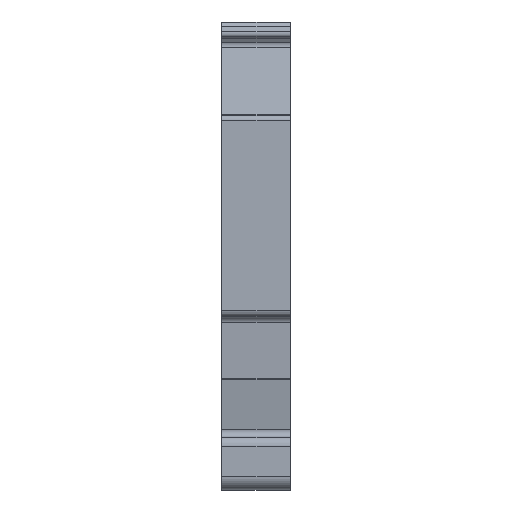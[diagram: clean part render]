
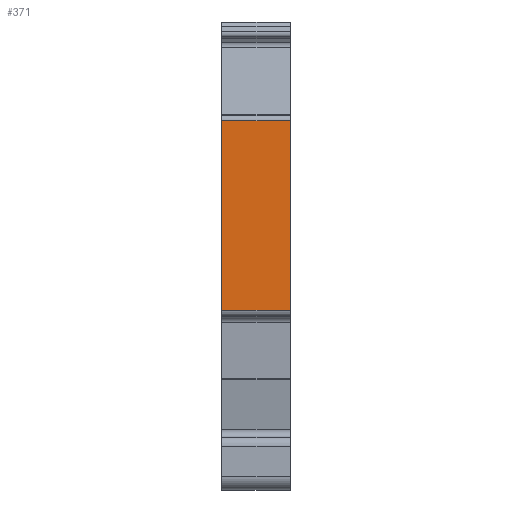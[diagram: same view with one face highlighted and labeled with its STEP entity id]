
A CAD part, left-side view. The second image highlights one B-rep face of the part: STEP entity #371.
In plain terms, the highlighted planar face has unit normal (-1, 0, 0).
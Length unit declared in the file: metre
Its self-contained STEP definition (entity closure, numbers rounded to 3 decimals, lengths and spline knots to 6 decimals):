
#371 = ADVANCED_FACE( '', ( #777 ), #778, .T. );
#777 = FACE_OUTER_BOUND( '', #1215, .T. );
#778 = PLANE( '', #1216 );
#1215 = EDGE_LOOP( '', ( #2297, #2298, #2299, #2300 ) );
#1216 = AXIS2_PLACEMENT_3D( '', #2301, #2302, #2303 );
#2297 = ORIENTED_EDGE( '', *, *, #3222, .T. );
#2298 = ORIENTED_EDGE( '', *, *, #3223, .T. );
#2299 = ORIENTED_EDGE( '', *, *, #3030, .F. );
#2300 = ORIENTED_EDGE( '', *, *, #2845, .F. );
#2301 = CARTESIAN_POINT( '', ( -0.0244, -0.00515, 0.009568 ) );
#2302 = DIRECTION( '', ( -1., 0., 0. ) );
#2303 = DIRECTION( '', ( 0., 0., 1. ) );
#2845 = EDGE_CURVE( '', #3481, #3477, #3483, .T. );
#3030 = EDGE_CURVE( '', #3477, #3788, #3789, .T. );
#3222 = EDGE_CURVE( '', #3481, #4053, #4054, .T. );
#3223 = EDGE_CURVE( '', #4053, #3788, #4055, .T. );
#3477 = VERTEX_POINT( '', #4378 );
#3481 = VERTEX_POINT( '', #4383 );
#3483 = LINE( '', #4385, #4386 );
#3788 = VERTEX_POINT( '', #4795 );
#3789 = LINE( '', #4796, #4797 );
#4053 = VERTEX_POINT( '', #5178 );
#4054 = LINE( '', #5179, #5180 );
#4055 = LINE( '', #5181, #5182 );
#4378 = CARTESIAN_POINT( '', ( -0.0244, 0., -0.004775 ) );
#4383 = CARTESIAN_POINT( '', ( -0.0244, -0.00515, -0.004775 ) );
#4385 = CARTESIAN_POINT( '', ( -0.0244, -0.00515, -0.004775 ) );
#4386 = VECTOR( '', #5412, 1. );
#4795 = CARTESIAN_POINT( '', ( -0.0244, 0., 0.009568 ) );
#4796 = CARTESIAN_POINT( '', ( -0.0244, 0., -0.016375 ) );
#4797 = VECTOR( '', #5664, 1. );
#5178 = CARTESIAN_POINT( '', ( -0.0244, -0.00515, 0.009568 ) );
#5179 = CARTESIAN_POINT( '', ( -0.0244, -0.00515, 0.009568 ) );
#5180 = VECTOR( '', #5848, 1. );
#5181 = CARTESIAN_POINT( '', ( -0.0244, -0.00515, 0.009568 ) );
#5182 = VECTOR( '', #5849, 1. );
#5412 = DIRECTION( '', ( 0., 1., 0. ) );
#5664 = DIRECTION( '', ( 0., 0., 1. ) );
#5848 = DIRECTION( '', ( 0., 0., 1. ) );
#5849 = DIRECTION( '', ( 0., 1., 0. ) );
